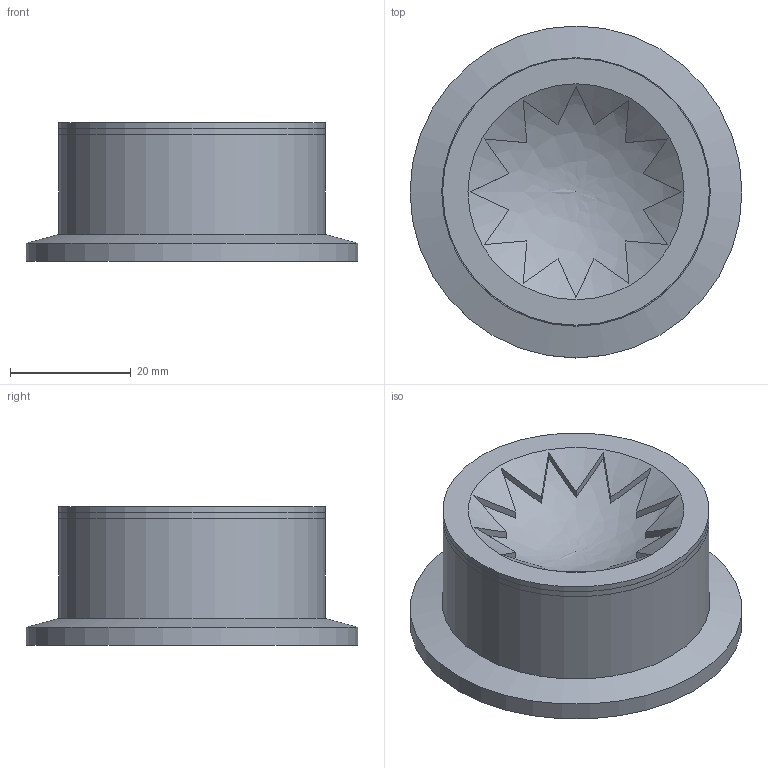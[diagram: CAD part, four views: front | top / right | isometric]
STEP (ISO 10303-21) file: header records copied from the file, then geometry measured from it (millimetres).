
FILE_DESCRIPTION((''),'2;1');
FILE_NAME('461-PBD-K40 AL-472.stp','2014-06-30T15:24:20',('Keith'),(''),'Autodesk Inventor 2012','Autodesk Inventor 2012','');
FILE_SCHEMA(('AUTOMOTIVE_DESIGN { 1 0 10303 214 1 1 1 1 }'));
Length unit declared in the file: millimetre
Products named in the file (3): AL-472; x_f_pres_burst_disk; 433-KF40
Assembly tree (2 placements, depth 2):
  AL-472
    x_f_pres_burst_disk
    433-KF40
Bounding box: 55 x 55 x 23 mm (x, y, z)
Volume: 15029.3 mm3; surface area: 14616.6 mm2
Topology: 4 solids, 4 shells, 46 faces, 112 edges, 75 vertices
Faces by surface type: plane 33, cylinder 8, cone 3, bspline 2
Full cylindrical faces by diameter (mm): 35.7 x1, 40.5 x1, 41.2 x1, 44.2 x3, 44.5 x1, 55 x1
Entity records: 1317 total; most frequent: CARTESIAN_POINT 359, ORIENTED_EDGE 184, DIRECTION 162, EDGE_CURVE 92, AXIS2_PLACEMENT_3D 69, VERTEX_POINT 68, EDGE_LOOP 66, FACE_OUTER_BOUND 46
